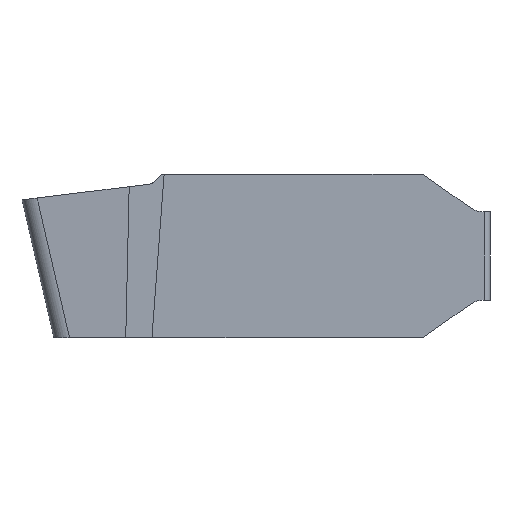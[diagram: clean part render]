
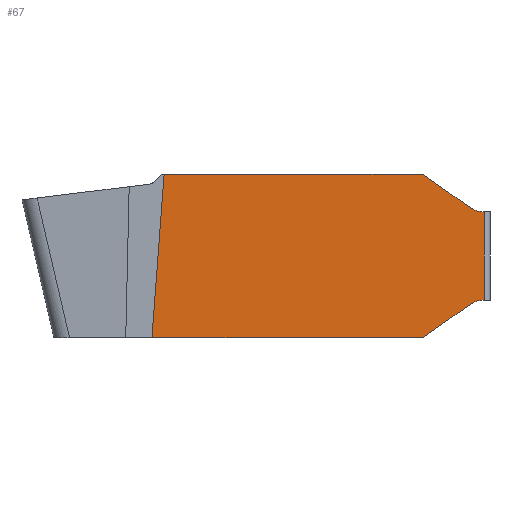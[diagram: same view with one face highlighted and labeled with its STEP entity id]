
A CAD part, left-side view. The second image highlights one B-rep face of the part: STEP entity #67.
In plain terms, the highlighted planar face has unit normal (-1, 0, 0).
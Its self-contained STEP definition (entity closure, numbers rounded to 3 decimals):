
#57=CIRCLE('',#645,0.976);
#58=CIRCLE('',#646,0.4);
#59=CIRCLE('',#647,0.4);
#60=CIRCLE('',#648,0.976);
#67=ADVANCED_FACE('',(#115),#97,.T.);
#97=PLANE('',#649);
#115=FACE_OUTER_BOUND('',#145,.T.);
#145=EDGE_LOOP('',(#191,#192,#193,#194,#195,#196,#197,#198,#199,#200,#201,
#202,#203,#204));
#191=ORIENTED_EDGE('',*,*,#409,.T.);
#192=ORIENTED_EDGE('',*,*,#410,.T.);
#193=ORIENTED_EDGE('',*,*,#411,.F.);
#194=ORIENTED_EDGE('',*,*,#412,.F.);
#195=ORIENTED_EDGE('',*,*,#413,.F.);
#196=ORIENTED_EDGE('',*,*,#414,.F.);
#197=ORIENTED_EDGE('',*,*,#415,.F.);
#198=ORIENTED_EDGE('',*,*,#416,.F.);
#199=ORIENTED_EDGE('',*,*,#417,.F.);
#200=ORIENTED_EDGE('',*,*,#418,.F.);
#201=ORIENTED_EDGE('',*,*,#419,.F.);
#202=ORIENTED_EDGE('',*,*,#420,.T.);
#203=ORIENTED_EDGE('',*,*,#421,.T.);
#204=ORIENTED_EDGE('',*,*,#422,.F.);
#355=VERTEX_POINT('',#971);
#356=VERTEX_POINT('',#972);
#357=VERTEX_POINT('',#974);
#358=VERTEX_POINT('',#976);
#359=VERTEX_POINT('',#978);
#360=VERTEX_POINT('',#980);
#361=VERTEX_POINT('',#982);
#362=VERTEX_POINT('',#984);
#363=VERTEX_POINT('',#989);
#364=VERTEX_POINT('',#991);
#365=VERTEX_POINT('',#993);
#366=VERTEX_POINT('',#995);
#367=VERTEX_POINT('',#997);
#368=VERTEX_POINT('',#999);
#409=EDGE_CURVE('',#355,#356,#486,.T.);
#410=EDGE_CURVE('',#356,#357,#487,.T.);
#411=EDGE_CURVE('',#358,#357,#488,.T.);
#412=EDGE_CURVE('',#359,#358,#57,.T.);
#413=EDGE_CURVE('',#360,#359,#489,.T.);
#414=EDGE_CURVE('',#361,#360,#58,.T.);
#415=EDGE_CURVE('',#362,#361,#490,.T.);
#416=EDGE_CURVE('',#363,#362,#596,.T.);
#417=EDGE_CURVE('',#364,#363,#491,.T.);
#418=EDGE_CURVE('',#365,#364,#492,.T.);
#419=EDGE_CURVE('',#366,#365,#493,.T.);
#420=EDGE_CURVE('',#366,#367,#59,.T.);
#421=EDGE_CURVE('',#367,#368,#494,.T.);
#422=EDGE_CURVE('',#355,#368,#60,.T.);
#486=LINE('',#970,#544);
#487=LINE('',#973,#545);
#488=LINE('',#975,#546);
#489=LINE('',#979,#547);
#490=LINE('',#983,#548);
#491=LINE('',#990,#549);
#492=LINE('',#992,#550);
#493=LINE('',#994,#551);
#494=LINE('',#998,#552);
#544=VECTOR('',#716,1.);
#545=VECTOR('',#717,1.);
#546=VECTOR('',#718,1.);
#547=VECTOR('',#721,1.);
#548=VECTOR('',#724,1.);
#549=VECTOR('',#725,1.);
#550=VECTOR('',#726,1.);
#551=VECTOR('',#727,1.);
#552=VECTOR('',#730,1.);
#596=B_SPLINE_CURVE_WITH_KNOTS('',3,(#985,#986,#987,#988),.UNSPECIFIED.,
 .F.,.F.,(4,4),(0.,1.),.UNSPECIFIED.);
#645=AXIS2_PLACEMENT_3D('',#977,#719,#720);
#646=AXIS2_PLACEMENT_3D('',#981,#722,#723);
#647=AXIS2_PLACEMENT_3D('',#996,#728,#729);
#648=AXIS2_PLACEMENT_3D('',#1000,#731,#732);
#649=AXIS2_PLACEMENT_3D('',#1001,#733,#734);
#716=DIRECTION('',(0.,-1.,0.));
#717=DIRECTION('',(0.,0.,1.));
#718=DIRECTION('',(0.,-1.,0.));
#719=DIRECTION('',(-1.,0.,0.));
#720=DIRECTION('',(0.,-1.,0.));
#721=DIRECTION('',(0.,-0.819,-0.574));
#722=DIRECTION('',(1.,0.,0.));
#723=DIRECTION('',(0.,-1.,0.));
#724=DIRECTION('',(0.,-1.,0.));
#725=DIRECTION('',(0.,-1.,0.));
#726=DIRECTION('',(0.,-0.074,0.997));
#727=DIRECTION('',(0.,1.,0.));
#728=DIRECTION('',(-1.,0.,0.));
#729=DIRECTION('',(0.,-1.,0.));
#730=DIRECTION('',(0.,-0.819,0.574));
#731=DIRECTION('',(-1.,0.,0.));
#732=DIRECTION('',(0.,-1.,0.));
#733=DIRECTION('',(-1.,0.,0.));
#734=DIRECTION('',(0.,-1.,0.));
#970=CARTESIAN_POINT('',(-5.5,-14.7,-6.858));
#971=CARTESIAN_POINT('',(-5.5,-14.246,-6.858));
#972=CARTESIAN_POINT('',(-5.5,-14.4,-6.858));
#973=CARTESIAN_POINT('',(-5.5,-14.4,7.));
#974=CARTESIAN_POINT('',(-5.5,-14.4,-2.032));
#975=CARTESIAN_POINT('',(-5.5,-14.7,-2.032));
#976=CARTESIAN_POINT('',(-5.5,-14.246,-2.032));
#977=CARTESIAN_POINT('',(-5.5,-14.246,-1.056));
#978=CARTESIAN_POINT('',(-5.5,-13.686,-1.856));
#979=CARTESIAN_POINT('',(-5.5,-10.206,0.581));
#980=CARTESIAN_POINT('',(-5.5,-11.139,-0.072));
#981=CARTESIAN_POINT('',(-5.5,-10.91,-0.4));
#982=CARTESIAN_POINT('',(-5.5,-10.91,0.));
#983=CARTESIAN_POINT('',(-5.5,-14.7,0.));
#984=CARTESIAN_POINT('',(-5.5,0.255,0.));
#985=CARTESIAN_POINT('',(-5.5,0.533,0.));
#986=CARTESIAN_POINT('',(-5.5,0.44,0.));
#987=CARTESIAN_POINT('',(-5.5,0.348,0.));
#988=CARTESIAN_POINT('',(-5.5,0.255,0.));
#989=CARTESIAN_POINT('',(-5.5,0.533,0.));
#990=CARTESIAN_POINT('',(-5.5,-14.7,0.));
#991=CARTESIAN_POINT('',(-5.5,2.989,0.));
#992=CARTESIAN_POINT('',(-5.5,2.376,8.266));
#993=CARTESIAN_POINT('',(-5.5,3.648,-8.89));
#994=CARTESIAN_POINT('',(-5.5,-14.7,-8.89));
#995=CARTESIAN_POINT('',(-5.5,-10.91,-8.89));
#996=CARTESIAN_POINT('',(-5.5,-10.91,-8.49));
#997=CARTESIAN_POINT('',(-5.5,-11.139,-8.818));
#998=CARTESIAN_POINT('',(-5.5,-20.96,-1.941));
#999=CARTESIAN_POINT('',(-5.5,-13.686,-7.034));
#1000=CARTESIAN_POINT('',(-5.5,-14.246,-7.834));
#1001=CARTESIAN_POINT('',(-5.5,-14.7,7.));
